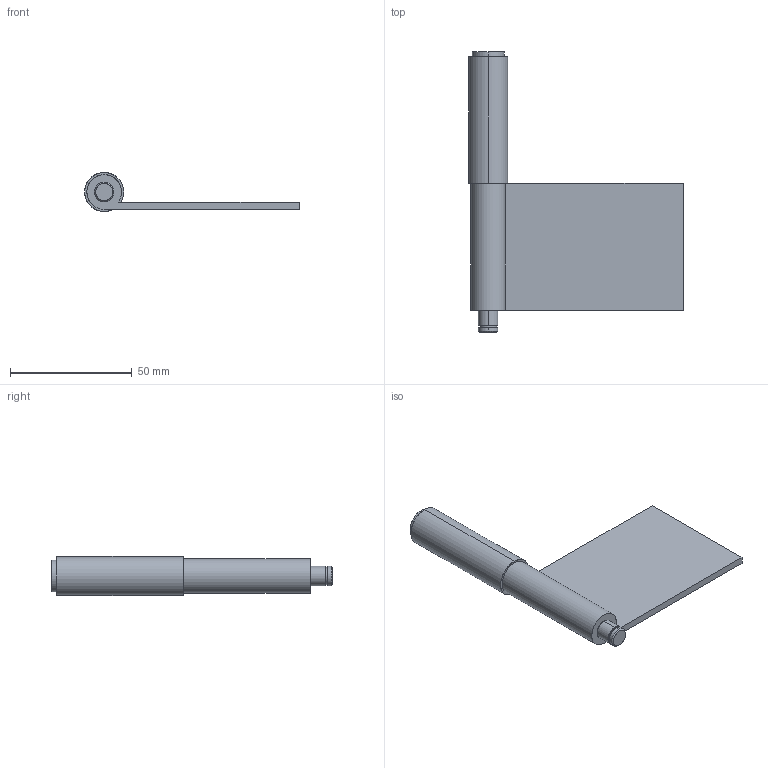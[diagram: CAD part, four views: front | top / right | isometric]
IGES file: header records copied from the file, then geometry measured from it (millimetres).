
Start section: SolidWorks IGES file using analytic representation for surfaces
Global section: file name: B-1527-A-3.IGS; native system: SolidWorks 2007; preprocessor: SolidWorks 2007; author: 2sw; date: 081125.093526; units: millimetre
Bounding box: 88 x 115 x 16 mm (x, y, z)
Surface area: 19543.5 mm2 (no closed solid volume)
Topology: 0 solids, 0 shells, 29 faces, 598 edges, 598 vertices
Faces by surface type: revolution 17, bspline 12
